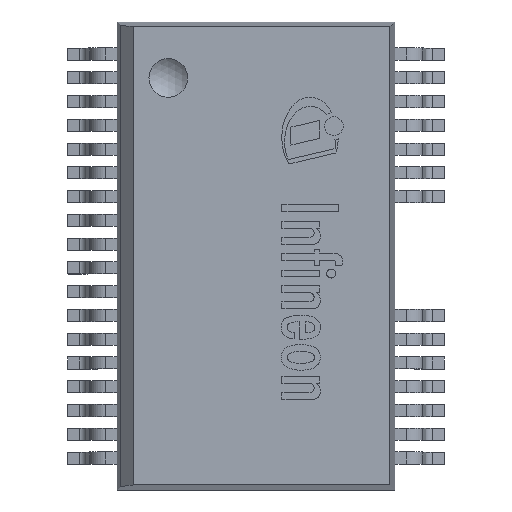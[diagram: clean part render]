
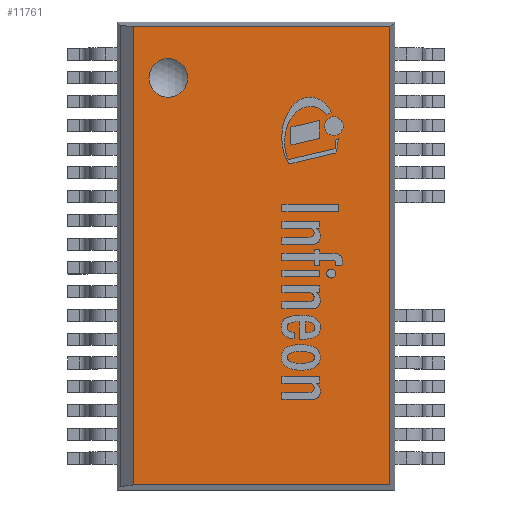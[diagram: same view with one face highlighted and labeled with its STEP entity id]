
A CAD part, top view. The second image highlights one B-rep face of the part: STEP entity #11761.
In plain terms, the highlighted planar face has unit normal (0, 0, 1).
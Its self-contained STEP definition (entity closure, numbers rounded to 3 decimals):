
#80=FACE_BOUND('',#1287,.T.);
#596=FACE_OUTER_BOUND('',#1286,.T.);
#1286=EDGE_LOOP('',(#8742,#8743,#8744,#8745));
#1287=EDGE_LOOP('',(#8746));
#2073=LINE('',#18174,#3311);
#2081=LINE('',#18190,#3319);
#2083=LINE('',#18193,#3321);
#2086=LINE('',#18205,#3324);
#3311=VECTOR('',#14644,1.);
#3319=VECTOR('',#14654,1.);
#3321=VECTOR('',#14658,1.);
#3324=VECTOR('',#14675,1.);
#4478=CIRCLE('',#12724,0.529);
#5103=VERTEX_POINT('',#18170);
#5105=VERTEX_POINT('',#18173);
#5109=VERTEX_POINT('',#18182);
#5112=VERTEX_POINT('',#18188);
#5114=VERTEX_POINT('',#18198);
#6445=EDGE_CURVE('',#5105,#5103,#2073,.T.);
#6453=EDGE_CURVE('',#5109,#5112,#2081,.T.);
#6455=EDGE_CURVE('',#5109,#5103,#2083,.T.);
#6457=EDGE_CURVE('',#5114,#5114,#4478,.T.);
#6460=EDGE_CURVE('',#5112,#5105,#2086,.T.);
#8742=ORIENTED_EDGE('',*,*,#6445,.T.);
#8743=ORIENTED_EDGE('',*,*,#6455,.F.);
#8744=ORIENTED_EDGE('',*,*,#6453,.T.);
#8745=ORIENTED_EDGE('',*,*,#6460,.T.);
#8746=ORIENTED_EDGE('',*,*,#6457,.T.);
#11215=PLANE('',#12727);
#11761=ADVANCED_FACE('',(#596,#80),#11215,.F.);
#12724=AXIS2_PLACEMENT_3D('',#18199,#14665,#14666);
#12727=AXIS2_PLACEMENT_3D('',#18204,#14673,#14674);
#14644=DIRECTION('',(1.,0.,0.));
#14654=DIRECTION('',(-1.,0.,0.));
#14658=DIRECTION('',(0.,-1.,0.));
#14665=DIRECTION('center_axis',(0.,0.,-1.));
#14666=DIRECTION('ref_axis',(0.,-1.,0.));
#14673=DIRECTION('center_axis',(0.,0.,-1.));
#14674=DIRECTION('ref_axis',(0.,-1.,0.));
#14675=DIRECTION('',(0.,-1.,0.));
#18170=CARTESIAN_POINT('',(3.665,-6.265,2.65));
#18173=CARTESIAN_POINT('',(-3.358,-6.265,2.65));
#18174=CARTESIAN_POINT('',(-0.168,-6.265,2.65));
#18182=CARTESIAN_POINT('',(3.665,6.265,2.65));
#18188=CARTESIAN_POINT('',(-3.358,6.265,2.65));
#18190=CARTESIAN_POINT('',(-0.168,6.265,2.65));
#18193=CARTESIAN_POINT('',(3.665,6.4,2.65));
#18198=CARTESIAN_POINT('',(-2.4,5.399,2.65));
#18199=CARTESIAN_POINT('Origin',(-2.4,4.87,2.65));
#18204=CARTESIAN_POINT('Origin',(3.665,6.4,2.65));
#18205=CARTESIAN_POINT('',(-3.358,6.4,2.65));
